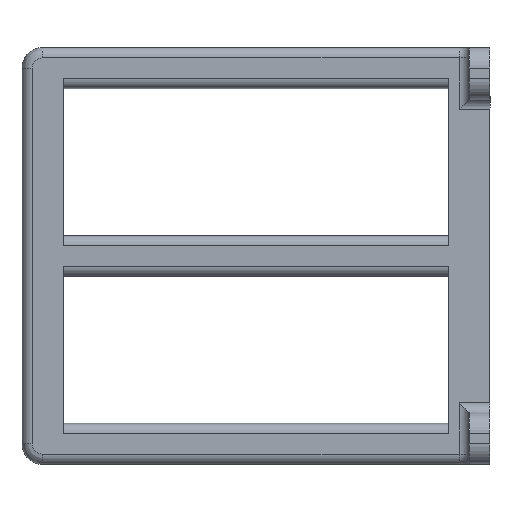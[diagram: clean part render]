
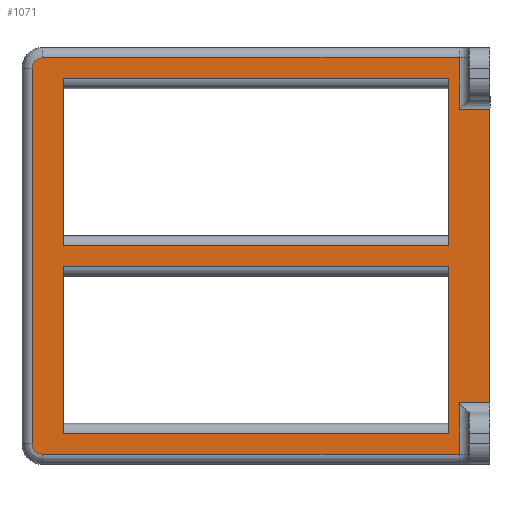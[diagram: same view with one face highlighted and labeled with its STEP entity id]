
A CAD part, left-side view. The second image highlights one B-rep face of the part: STEP entity #1071.
In plain terms, the highlighted planar face has unit normal (-1, 0, 0).
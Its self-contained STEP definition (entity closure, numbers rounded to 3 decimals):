
#23=FACE_BOUND('',#135,.T.);
#24=FACE_BOUND('',#136,.T.);
#39=PLANE('',#1155);
#68=FACE_OUTER_BOUND('',#134,.T.);
#134=EDGE_LOOP('',(#729,#730,#731,#732,#733,#734,#735,#736,#737,#738));
#135=EDGE_LOOP('',(#739,#740,#741,#742));
#136=EDGE_LOOP('',(#743,#744,#745,#746));
#214=CIRCLE('',#1156,2.);
#215=CIRCLE('',#1157,2.);
#281=LINE('',#1642,#368);
#285=LINE('',#1654,#372);
#287=LINE('',#1659,#374);
#288=LINE('',#1661,#375);
#289=LINE('',#1663,#376);
#290=LINE('',#1667,#377);
#291=LINE('',#1671,#378);
#292=LINE('',#1672,#379);
#293=LINE('',#1675,#380);
#294=LINE('',#1677,#381);
#295=LINE('',#1679,#382);
#296=LINE('',#1680,#383);
#297=LINE('',#1683,#384);
#298=LINE('',#1685,#385);
#299=LINE('',#1687,#386);
#300=LINE('',#1688,#387);
#368=VECTOR('',#1289,10.);
#372=VECTOR('',#1299,10.);
#374=VECTOR('',#1305,10.);
#375=VECTOR('',#1306,10.);
#376=VECTOR('',#1307,10.);
#377=VECTOR('',#1310,10.);
#378=VECTOR('',#1313,10.);
#379=VECTOR('',#1314,10.);
#380=VECTOR('',#1315,10.);
#381=VECTOR('',#1316,10.);
#382=VECTOR('',#1317,10.);
#383=VECTOR('',#1318,10.);
#384=VECTOR('',#1319,10.);
#385=VECTOR('',#1320,10.);
#386=VECTOR('',#1321,10.);
#387=VECTOR('',#1322,10.);
#456=VERTEX_POINT('',#1635);
#459=VERTEX_POINT('',#1640);
#463=VERTEX_POINT('',#1651);
#464=VERTEX_POINT('',#1653);
#466=VERTEX_POINT('',#1660);
#467=VERTEX_POINT('',#1662);
#468=VERTEX_POINT('',#1664);
#469=VERTEX_POINT('',#1666);
#470=VERTEX_POINT('',#1668);
#471=VERTEX_POINT('',#1670);
#472=VERTEX_POINT('',#1673);
#473=VERTEX_POINT('',#1674);
#474=VERTEX_POINT('',#1676);
#475=VERTEX_POINT('',#1678);
#476=VERTEX_POINT('',#1681);
#477=VERTEX_POINT('',#1682);
#478=VERTEX_POINT('',#1684);
#479=VERTEX_POINT('',#1686);
#561=EDGE_CURVE('',#459,#456,#281,.T.);
#566=EDGE_CURVE('',#463,#464,#285,.T.);
#569=EDGE_CURVE('',#464,#459,#287,.T.);
#570=EDGE_CURVE('',#466,#463,#288,.T.);
#571=EDGE_CURVE('',#467,#466,#289,.T.);
#572=EDGE_CURVE('',#468,#467,#214,.T.);
#573=EDGE_CURVE('',#469,#468,#290,.T.);
#574=EDGE_CURVE('',#470,#469,#215,.T.);
#575=EDGE_CURVE('',#471,#470,#291,.T.);
#576=EDGE_CURVE('',#456,#471,#292,.T.);
#577=EDGE_CURVE('',#472,#473,#293,.T.);
#578=EDGE_CURVE('',#474,#472,#294,.T.);
#579=EDGE_CURVE('',#475,#474,#295,.T.);
#580=EDGE_CURVE('',#473,#475,#296,.T.);
#581=EDGE_CURVE('',#476,#477,#297,.T.);
#582=EDGE_CURVE('',#478,#476,#298,.T.);
#583=EDGE_CURVE('',#479,#478,#299,.T.);
#584=EDGE_CURVE('',#477,#479,#300,.T.);
#729=ORIENTED_EDGE('',*,*,#561,.F.);
#730=ORIENTED_EDGE('',*,*,#569,.F.);
#731=ORIENTED_EDGE('',*,*,#566,.F.);
#732=ORIENTED_EDGE('',*,*,#570,.F.);
#733=ORIENTED_EDGE('',*,*,#571,.F.);
#734=ORIENTED_EDGE('',*,*,#572,.F.);
#735=ORIENTED_EDGE('',*,*,#573,.F.);
#736=ORIENTED_EDGE('',*,*,#574,.F.);
#737=ORIENTED_EDGE('',*,*,#575,.F.);
#738=ORIENTED_EDGE('',*,*,#576,.F.);
#739=ORIENTED_EDGE('',*,*,#577,.F.);
#740=ORIENTED_EDGE('',*,*,#578,.F.);
#741=ORIENTED_EDGE('',*,*,#579,.F.);
#742=ORIENTED_EDGE('',*,*,#580,.F.);
#743=ORIENTED_EDGE('',*,*,#581,.F.);
#744=ORIENTED_EDGE('',*,*,#582,.F.);
#745=ORIENTED_EDGE('',*,*,#583,.F.);
#746=ORIENTED_EDGE('',*,*,#584,.F.);
#1071=ADVANCED_FACE('',(#68,#23,#24),#39,.F.);
#1155=AXIS2_PLACEMENT_3D('',#1658,#1303,#1304);
#1156=AXIS2_PLACEMENT_3D('',#1665,#1308,#1309);
#1157=AXIS2_PLACEMENT_3D('',#1669,#1311,#1312);
#1289=DIRECTION('',(0.,1.,0.));
#1299=DIRECTION('',(0.,-1.,0.));
#1303=DIRECTION('center_axis',(1.,0.,0.));
#1304=DIRECTION('ref_axis',(0.,1.,0.));
#1305=DIRECTION('',(0.,0.,-1.));
#1306=DIRECTION('',(0.,0.,-1.));
#1307=DIRECTION('',(0.,-1.,0.));
#1308=DIRECTION('center_axis',(1.,0.,0.));
#1309=DIRECTION('ref_axis',(0.,0.707,0.707));
#1310=DIRECTION('',(0.,0.,1.));
#1311=DIRECTION('center_axis',(1.,0.,0.));
#1312=DIRECTION('ref_axis',(0.,0.707,-0.707));
#1313=DIRECTION('',(0.,1.,0.));
#1314=DIRECTION('',(0.,0.,-1.));
#1315=DIRECTION('',(0.,0.,-1.));
#1316=DIRECTION('',(0.,1.,0.));
#1317=DIRECTION('',(0.,0.,1.));
#1318=DIRECTION('',(0.,-1.,0.));
#1319=DIRECTION('',(0.,0.,-1.));
#1320=DIRECTION('',(0.,1.,0.));
#1321=DIRECTION('',(0.,0.,1.));
#1322=DIRECTION('',(0.,-1.,0.));
#1635=CARTESIAN_POINT('',(0.,6.,12.));
#1640=CARTESIAN_POINT('',(0.,0.,12.));
#1642=CARTESIAN_POINT('',(0.,22.825,12.));
#1651=CARTESIAN_POINT('',(0.,6.,69.3));
#1653=CARTESIAN_POINT('',(0.,0.,69.3));
#1654=CARTESIAN_POINT('',(0.,24.825,69.3));
#1658=CARTESIAN_POINT('Origin',(0.,45.65,40.65));
#1659=CARTESIAN_POINT('',(0.,0.,81.3));
#1660=CARTESIAN_POINT('',(0.,6.,79.3));
#1661=CARTESIAN_POINT('',(0.,6.,60.975));
#1662=CARTESIAN_POINT('',(0.,87.3,79.3));
#1663=CARTESIAN_POINT('',(0.,68.475,79.3));
#1664=CARTESIAN_POINT('',(0.,89.3,77.3));
#1665=CARTESIAN_POINT('Origin',(0.,87.3,77.3));
#1666=CARTESIAN_POINT('',(0.,89.3,4.));
#1667=CARTESIAN_POINT('',(0.,89.3,20.325));
#1668=CARTESIAN_POINT('',(0.,87.3,2.));
#1669=CARTESIAN_POINT('Origin',(0.,87.3,4.));
#1670=CARTESIAN_POINT('',(0.,6.,2.));
#1671=CARTESIAN_POINT('',(0.,22.825,2.));
#1672=CARTESIAN_POINT('',(0.,6.,25.325));
#1673=CARTESIAN_POINT('',(0.,83.3,38.65));
#1674=CARTESIAN_POINT('',(0.,83.3,6.));
#1675=CARTESIAN_POINT('',(0.,83.3,73.3));
#1676=CARTESIAN_POINT('',(0.,8.,38.65));
#1677=CARTESIAN_POINT('',(0.,26.825,38.65));
#1678=CARTESIAN_POINT('',(0.,8.,6.));
#1679=CARTESIAN_POINT('',(0.,8.,8.));
#1680=CARTESIAN_POINT('',(0.,64.475,6.));
#1681=CARTESIAN_POINT('',(0.,83.3,75.3));
#1682=CARTESIAN_POINT('',(0.,83.3,42.65));
#1683=CARTESIAN_POINT('',(0.,83.3,73.3));
#1684=CARTESIAN_POINT('',(0.,8.,75.3));
#1685=CARTESIAN_POINT('',(0.,26.825,75.3));
#1686=CARTESIAN_POINT('',(0.,8.,42.65));
#1687=CARTESIAN_POINT('',(0.,8.,8.));
#1688=CARTESIAN_POINT('',(0.,64.475,42.65));
